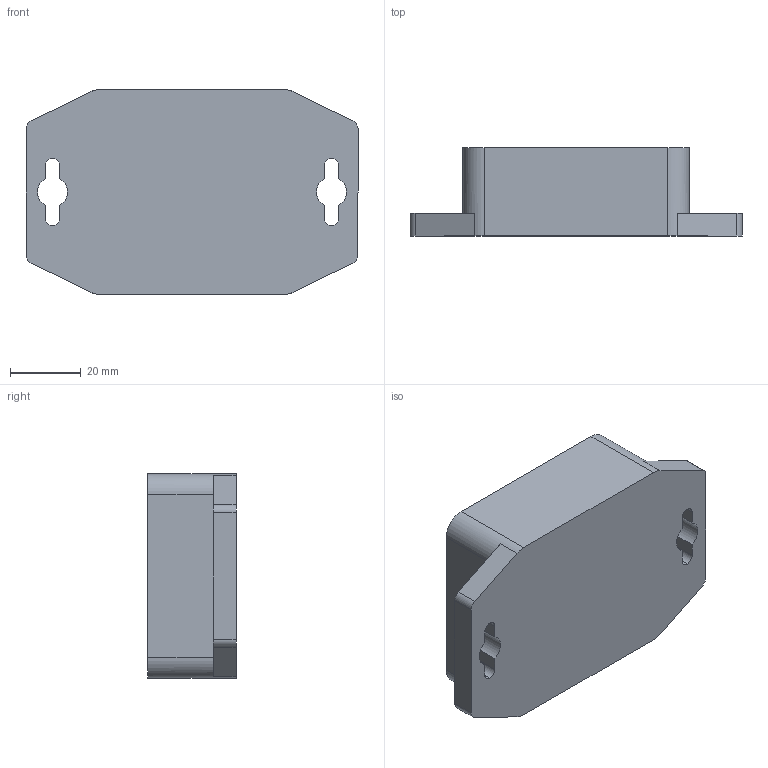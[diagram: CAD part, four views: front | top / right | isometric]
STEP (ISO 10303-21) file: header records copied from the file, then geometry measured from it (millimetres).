
FILE_DESCRIPTION (( 'STEP AP214' ), '1' );
FILE_NAME ('User Library-G201MF_G201MF_case.STEP', '2021-06-06T19:43:54', ( '' ), ( '' ), 'SwSTEP 2.0', 'SolidWorks 2020', '' );
FILE_SCHEMA (( 'AUTOMOTIVE_DESIGN' ));
Length unit declared in the file: millimetre
Products named in the file (1): User Library-G201MF_G201MF_case
Bounding box: 94 x 25 x 58 mm (x, y, z)
Volume: 40512.1 mm3; surface area: 23986.8 mm2
Topology: 1 solids, 1 shells, 115 faces, 306 edges, 204 vertices
Faces by surface type: cylinder 60, plane 55
Entity records: 3666 total; most frequent: DIRECTION 662, CARTESIAN_POINT 626, ORIENTED_EDGE 612, EDGE_CURVE 306, AXIS2_PLACEMENT_3D 240, VERTEX_POINT 204, LINE 182, VECTOR 182
